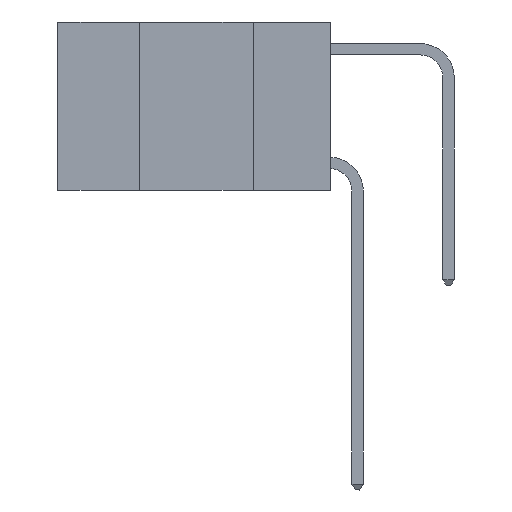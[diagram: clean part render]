
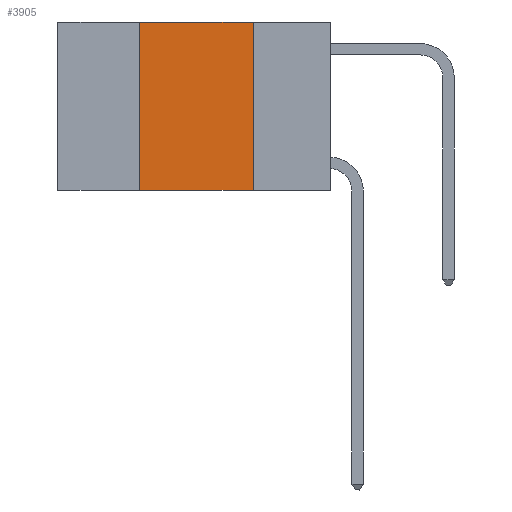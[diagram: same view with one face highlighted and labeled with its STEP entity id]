
A CAD part, left-side view. The second image highlights one B-rep face of the part: STEP entity #3905.
In plain terms, the highlighted planar face has unit normal (-1, 0, 0).
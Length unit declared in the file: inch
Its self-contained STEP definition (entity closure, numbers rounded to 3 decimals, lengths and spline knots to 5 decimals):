
#878 = VECTOR ( 'NONE', #22795, 39.37008 ) ;
#1155 = CARTESIAN_POINT ( 'NONE',  ( 0., 0.42, -0.37 ) ) ;
#1518 = VERTEX_POINT ( 'NONE', #1155 ) ;
#2156 = VECTOR ( 'NONE', #13239, 39.37008 ) ;
#2447 = CARTESIAN_POINT ( 'NONE',  ( 0., 0.17, 0. ) ) ;
#2801 = DIRECTION ( 'NONE',  ( 0., -1., 0. ) ) ;
#3466 = CARTESIAN_POINT ( 'NONE',  ( 0., 0.42, 0. ) ) ;
#3626 = EDGE_CURVE ( 'NONE', #22094, #9838, #9769, .T. ) ;
#3905 = ADVANCED_FACE ( 'NONE', ( #4731 ), #22992, .F. ) ;
#4731 = FACE_OUTER_BOUND ( 'NONE', #9530, .T. ) ;
#5106 = DIRECTION ( 'NONE',  ( 1., 0., 0. ) ) ;
#7172 = AXIS2_PLACEMENT_3D ( 'NONE', #17065, #5106, #19072 ) ;
#7383 = LINE ( 'NONE', #25175, #2156 ) ;
#7467 = ORIENTED_EDGE ( 'NONE', *, *, #21152, .T. ) ;
#7530 = CARTESIAN_POINT ( 'NONE',  ( 0., 0.6, 0. ) ) ;
#9530 = EDGE_LOOP ( 'NONE', ( #14167, #19344, #24009, #7467 ) ) ;
#9769 = LINE ( 'NONE', #7530, #25054 ) ;
#9838 = VERTEX_POINT ( 'NONE', #2447 ) ;
#11406 = EDGE_CURVE ( 'NONE', #1518, #22094, #7383, .T. ) ;
#11890 = EDGE_CURVE ( 'NONE', #9838, #16647, #16739, .T. ) ;
#12684 = CARTESIAN_POINT ( 'NONE',  ( 0., 0.6, -0.37 ) ) ;
#13239 = DIRECTION ( 'NONE',  ( 0., 0., 1. ) ) ;
#13755 = CARTESIAN_POINT ( 'NONE',  ( 0., 0.17, -0.37 ) ) ;
#14167 = ORIENTED_EDGE ( 'NONE', *, *, #11890, .F. ) ;
#15576 = DIRECTION ( 'NONE',  ( 0., -1., 0. ) ) ;
#16647 = VERTEX_POINT ( 'NONE', #13755 ) ;
#16739 = LINE ( 'NONE', #20778, #878 ) ;
#16821 = LINE ( 'NONE', #12684, #18064 ) ;
#17065 = CARTESIAN_POINT ( 'NONE',  ( 0., 0.6, 0. ) ) ;
#18064 = VECTOR ( 'NONE', #2801, 39.37008 ) ;
#19072 = DIRECTION ( 'NONE',  ( 0., 0., -1. ) ) ;
#19344 = ORIENTED_EDGE ( 'NONE', *, *, #3626, .F. ) ;
#20778 = CARTESIAN_POINT ( 'NONE',  ( 0., 0.17, 0. ) ) ;
#21152 = EDGE_CURVE ( 'NONE', #1518, #16647, #16821, .T. ) ;
#22094 = VERTEX_POINT ( 'NONE', #3466 ) ;
#22795 = DIRECTION ( 'NONE',  ( 0., 0., -1. ) ) ;
#22992 = PLANE ( 'NONE',  #7172 ) ;
#24009 = ORIENTED_EDGE ( 'NONE', *, *, #11406, .F. ) ;
#25054 = VECTOR ( 'NONE', #15576, 39.37008 ) ;
#25175 = CARTESIAN_POINT ( 'NONE',  ( 0., 0.42, 0. ) ) ;
